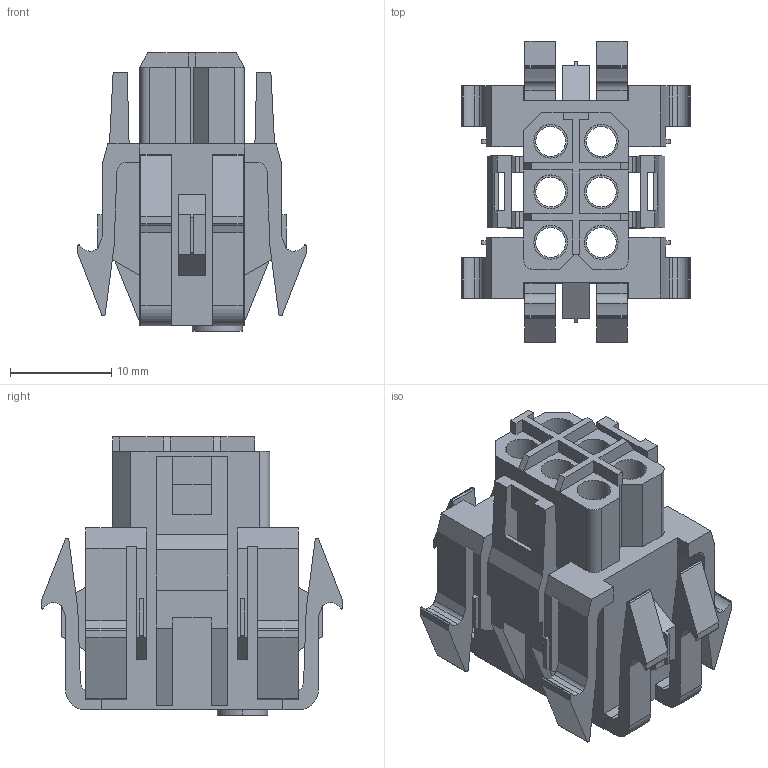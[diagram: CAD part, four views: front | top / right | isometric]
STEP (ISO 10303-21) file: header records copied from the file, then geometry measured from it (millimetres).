
FILE_DESCRIPTION(('CATIA V5 STEP Exchange','CAx-IF Rec.Pracs.--- Model Styling and Organization---1.2---2011-12-15'),'2;1');
FILE_NAME ('D1451779_0_1414000000_1414000000.stp','2018-09-21T15:33:44+00:00',('none'),('Weidmueller'),'CATIA Version 5-6 Release 2014','CATIA V5 STEP AP214','none');
FILE_SCHEMA(('AUTOMOTIVE_DESIGN { 1 0 10303 214 1 1 1 1 }'));
Length unit declared in the file: millimetre
Products named in the file (1): 1414000000
Bounding box: 22.6 x 29.8 x 27.5 mm (x, y, z)
Volume: 4573.8 mm3; surface area: 6413.1 mm2
Topology: 1 solids, 1 shells, 365 faces, 1026 edges, 680 vertices
Faces by surface type: plane 241, cylinder 124
Entity records: 10641 total; most frequent: ORIENTED_EDGE 2052, CARTESIAN_POINT 1887, DIRECTION 1386, EDGE_CURVE 1026, VECTOR 778, LINE 778, VERTEX_POINT 680, AXIS2_PLACEMENT_3D 429
